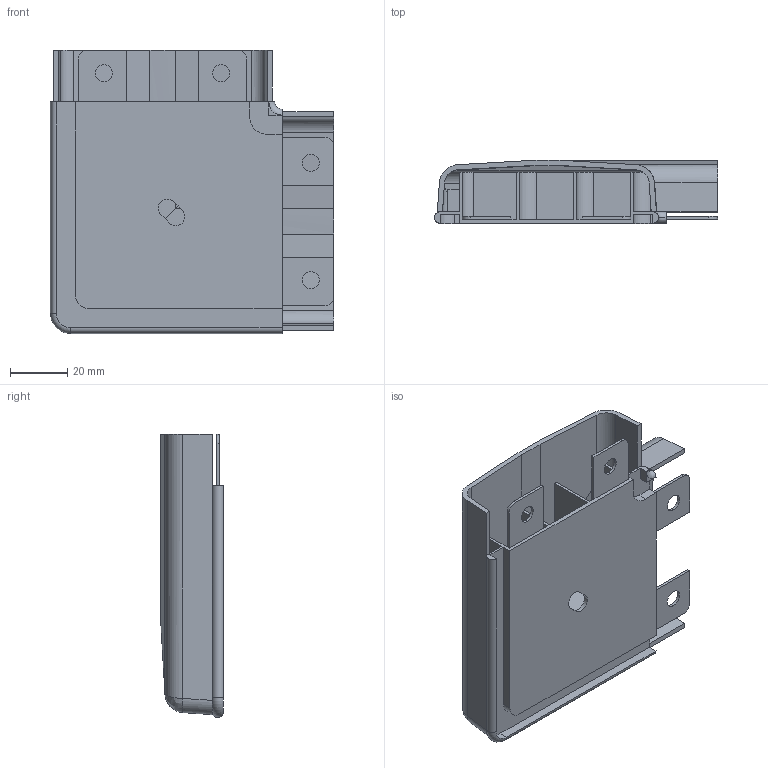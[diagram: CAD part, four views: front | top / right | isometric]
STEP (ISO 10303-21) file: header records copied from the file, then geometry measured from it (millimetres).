
FILE_DESCRIPTION (( 'STEP AP203' ), '1' );
FILE_NAME ('CKK11D-P-080-020-K01 îâîðîò 90 ãð. ÊÌÏÏ 80õ20.STEP', '2016-07-11T10:02:42', ( '' ), ( '' ), 'SwSTEP 2.0', 'SolidWorks 2014', '' );
FILE_SCHEMA (( 'CONFIG_CONTROL_DESIGN' ));
Length unit declared in the file: millimetre
Products named in the file (3): ﾎﾑﾍﾎﾂﾀﾍﾈﾅ; 庈訹岍 玴蟲倛甡; CKK11D-P-080-020-K01 îâîðîò 90 ãð. ÊÌÏÏ 80õ20
Assembly tree (2 placements, depth 2):
  CKK11D-P-080-020-K01 îâîðîò 90 ãð. ÊÌÏÏ 80õ20
    ﾎﾑﾍﾎﾂﾀﾍﾈﾅ
    庈訹岍 玴蟲倛甡
Bounding box: 99 x 22 x 99 mm (x, y, z)
Volume: 37096.2 mm3; surface area: 52563.6 mm2
Topology: 2 solids, 2 shells, 155 faces, 432 edges, 277 vertices
Faces by surface type: plane 95, cylinder 50, bspline 7, torus 3
Entity records: 5404 total; most frequent: CARTESIAN_POINT 1173, ORIENTED_EDGE 856, DIRECTION 786, EDGE_CURVE 428, VECTOR 306, LINE 306, VERTEX_POINT 277, AXIS2_PLACEMENT_3D 240
